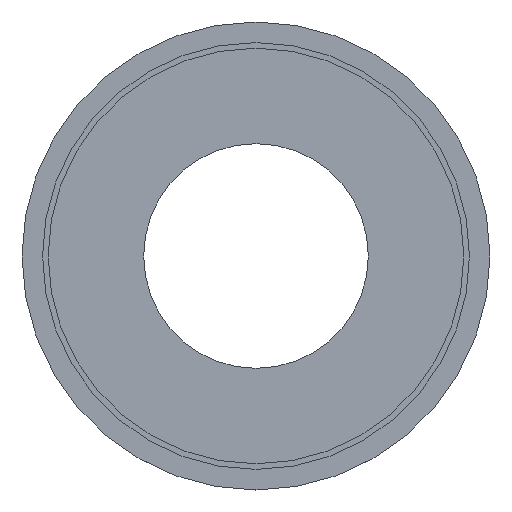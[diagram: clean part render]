
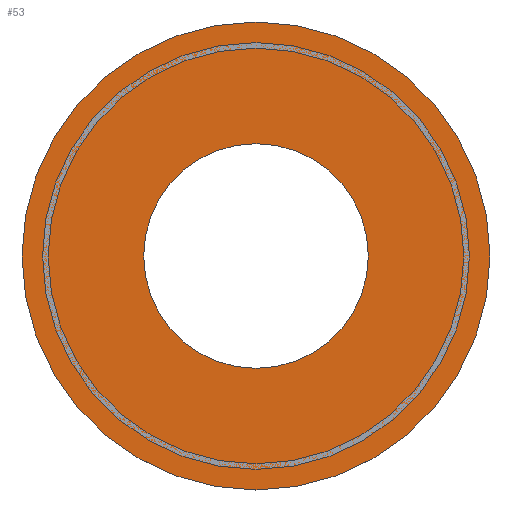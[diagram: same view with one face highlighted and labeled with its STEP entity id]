
A CAD part, top view. The second image highlights one B-rep face of the part: STEP entity #53.
In plain terms, the highlighted planar face has unit normal (0, 0, 1).
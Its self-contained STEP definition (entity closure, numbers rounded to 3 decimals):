
#46=PLANE('',#146);
#53=ADVANCED_FACE('',(#71,#72),#46,.T.);
#71=FACE_BOUND('',#87,.T.);
#72=FACE_BOUND('',#88,.T.);
#87=EDGE_LOOP('',(#103));
#88=EDGE_LOOP('',(#104));
#103=ORIENTED_EDGE('',*,*,#122,.T.);
#104=ORIENTED_EDGE('',*,*,#120,.T.);
#112=VERTEX_POINT('',#198);
#114=VERTEX_POINT('',#204);
#120=EDGE_CURVE('',#112,#112,#128,.T.);
#122=EDGE_CURVE('',#114,#114,#130,.T.);
#128=CIRCLE('',#141,62.5);
#130=CIRCLE('',#145,30.);
#141=AXIS2_PLACEMENT_3D('',#197,#168,#169);
#145=AXIS2_PLACEMENT_3D('',#203,#176,#177);
#146=AXIS2_PLACEMENT_3D('',#205,#178,#179);
#168=DIRECTION('',(0.,0.,1.));
#169=DIRECTION('',(1.,0.,0.));
#176=DIRECTION('',(0.,0.,-1.));
#177=DIRECTION('',(1.,0.,0.));
#178=DIRECTION('',(0.,0.,1.));
#179=DIRECTION('',(1.,0.,0.));
#197=CARTESIAN_POINT('',(0.,0.,24.));
#198=CARTESIAN_POINT('',(62.5,0.,24.));
#203=CARTESIAN_POINT('',(0.,0.,24.));
#204=CARTESIAN_POINT('',(30.,0.,24.));
#205=CARTESIAN_POINT('',(0.,0.,24.));
